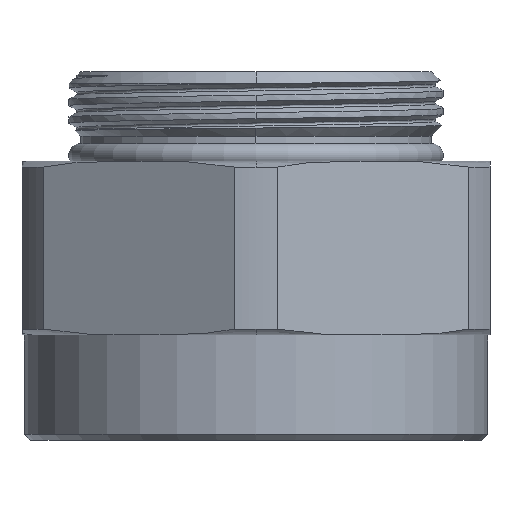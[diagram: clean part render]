
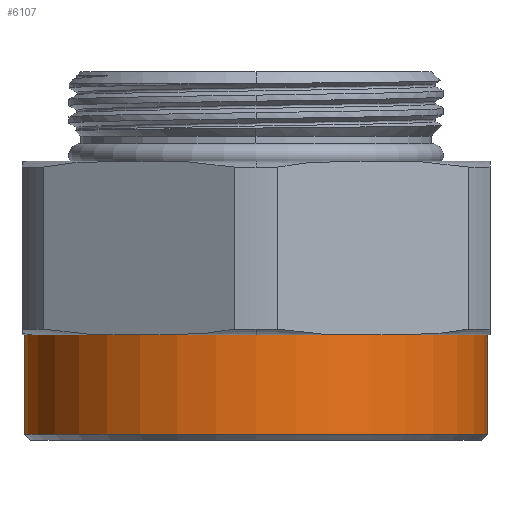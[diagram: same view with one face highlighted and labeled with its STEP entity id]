
A CAD part, front view. The second image highlights one B-rep face of the part: STEP entity #6107.
In plain terms, the highlighted cylindrical face has radius 19.8 mm (diameter 39.6 mm), a partial arc.
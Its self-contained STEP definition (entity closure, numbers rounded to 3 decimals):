
#1927=DIRECTION('',(0.,0.,1.));
#1928=VECTOR('',#1927,8.5);
#1929=CARTESIAN_POINT('',(19.8,0.,
-31.));
#1930=LINE('',#1929,#1928);
#1941=CARTESIAN_POINT('',(0.,0.,-31.));
#1942=DIRECTION('',(0.,0.,-1.));
#1943=DIRECTION('',(1.,0.,0.));
#1944=AXIS2_PLACEMENT_3D('',#1941,#1942,#1943);
#1946=DIRECTION('',(0.,0.,1.));
#1947=VECTOR('',#1946,8.5);
#1948=CARTESIAN_POINT('',(-19.8,0.,
-31.));
#1949=LINE('',#1948,#1947);
#1950=CARTESIAN_POINT('',(0.,0.,-22.5));
#1951=DIRECTION('',(0.,0.,-1.));
#1952=DIRECTION('',(0.,-1.,0.));
#1953=AXIS2_PLACEMENT_3D('',#1950,#1951,#1952);
#1955=CARTESIAN_POINT('',(0.,0.,-22.5));
#1956=DIRECTION('',(0.,0.,-1.));
#1957=DIRECTION('',(1.,0.,0.));
#1958=AXIS2_PLACEMENT_3D('',#1955,#1956,#1957);
#3511=CARTESIAN_POINT('',(19.8,0.,-22.5));
#3513=VERTEX_POINT('',#3511);
#3514=CARTESIAN_POINT('',(0.,-19.8,-22.5));
#3515=VERTEX_POINT('',#3514);
#3516=CARTESIAN_POINT('',(-19.8,0.,-22.5));
#3517=VERTEX_POINT('',#3516);
#3526=CARTESIAN_POINT('',(19.8,0.,-31.));
#3527=CARTESIAN_POINT('',(-19.8,0.,-31.));
#3528=VERTEX_POINT('',#3526);
#3529=VERTEX_POINT('',#3527);
#6093=CARTESIAN_POINT('',(0.,0.,-31.5));
#6094=DIRECTION('',(0.,0.,-1.));
#6095=DIRECTION('',(1.,0.,0.));
#6096=AXIS2_PLACEMENT_3D('',#6093,#6094,#6095);
#6097=CYLINDRICAL_SURFACE('',#6096,19.8);
#6098=ORIENTED_EDGE('',*,*,#6056,.T.);
#6099=ORIENTED_EDGE('',*,*,#6088,.T.);
#6101=ORIENTED_EDGE('',*,*,#6100,.F.);
#6103=ORIENTED_EDGE('',*,*,#6102,.F.);
#6104=ORIENTED_EDGE('',*,*,#6082,.F.);
#6105=EDGE_LOOP('',(#6098,#6099,#6101,#6103,#6104));
#6106=FACE_OUTER_BOUND('',#6105,.F.);
#1945=CIRCLE('',#1944,19.8);
#1954=CIRCLE('',#1953,19.8);
#1959=CIRCLE('',#1958,19.8);
#6056=EDGE_CURVE('',#3528,#3529,#1945,.T.);
#6082=EDGE_CURVE('',#3528,#3513,#1930,.T.);
#6088=EDGE_CURVE('',#3529,#3517,#1949,.T.);
#6100=EDGE_CURVE('',#3515,#3517,#1954,.T.);
#6102=EDGE_CURVE('',#3513,#3515,#1959,.T.);
#6107=ADVANCED_FACE('',(#6106),#6097,.T.);
